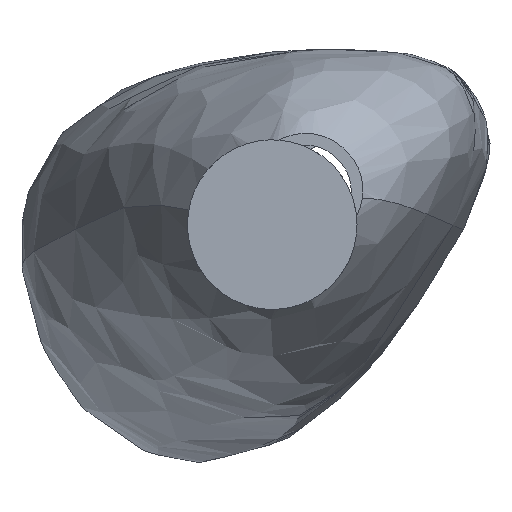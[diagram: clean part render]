
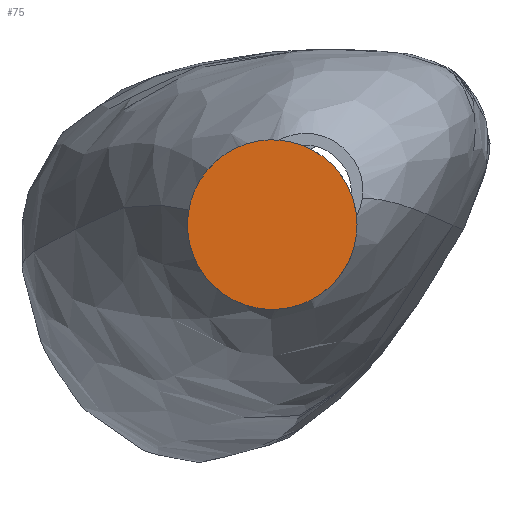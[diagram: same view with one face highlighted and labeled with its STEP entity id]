
A CAD part, top view. The second image highlights one B-rep face of the part: STEP entity #75.
In plain terms, the highlighted planar face has unit normal (0, 0, 1).
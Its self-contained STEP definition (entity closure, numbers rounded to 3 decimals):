
#14=(
BOUNDED_CURVE()
B_SPLINE_CURVE(2,(#3178,#3179,#3180,#3181,#3182,#3183,#3184,#3185,#3186),
 .UNSPECIFIED.,.T.,.F.)
B_SPLINE_CURVE_WITH_KNOTS((3,2,2,2,3),(0.,3.534,7.069,
10.603,14.137),.UNSPECIFIED.)
CURVE()
GEOMETRIC_REPRESENTATION_ITEM()
RATIONAL_B_SPLINE_CURVE((1.,0.707,1.,0.707,1.,0.707,
1.,0.707,1.))
REPRESENTATION_ITEM('')
);
#75=ADVANCED_FACE('',(#92),#235,.T.);
#92=FACE_OUTER_BOUND('',#113,.T.);
#113=EDGE_LOOP('',(#162));
#162=ORIENTED_EDGE('',*,*,#189,.T.);
#189=EDGE_CURVE('',#226,#226,#14,.T.);
#226=VERTEX_POINT('',#3175);
#235=PLANE('',#269);
#269=AXIS2_PLACEMENT_3D('',#3146,#280,$);
#280=DIRECTION('',(0.,0.,1.));
#3146=CARTESIAN_POINT('',(-71.438,-71.438,1223.125));
#3175=CARTESIAN_POINT('',(57.15,0.,1223.125));
#3178=CARTESIAN_POINT('',(57.15,0.,1223.125));
#3179=CARTESIAN_POINT('',(57.15,57.15,1223.125));
#3180=CARTESIAN_POINT('',(0.,57.15,1223.125));
#3181=CARTESIAN_POINT('',(-57.15,57.15,1223.125));
#3182=CARTESIAN_POINT('',(-57.15,0.,1223.125));
#3183=CARTESIAN_POINT('',(-57.15,-57.15,1223.125));
#3184=CARTESIAN_POINT('',(0.,-57.15,1223.125));
#3185=CARTESIAN_POINT('',(57.15,-57.15,1223.125));
#3186=CARTESIAN_POINT('',(57.15,0.,1223.125));
